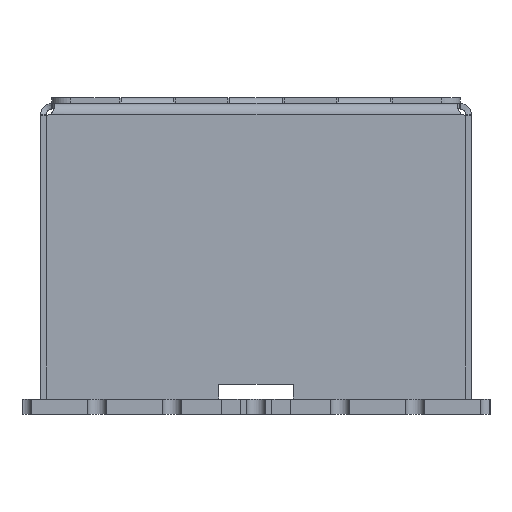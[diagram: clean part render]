
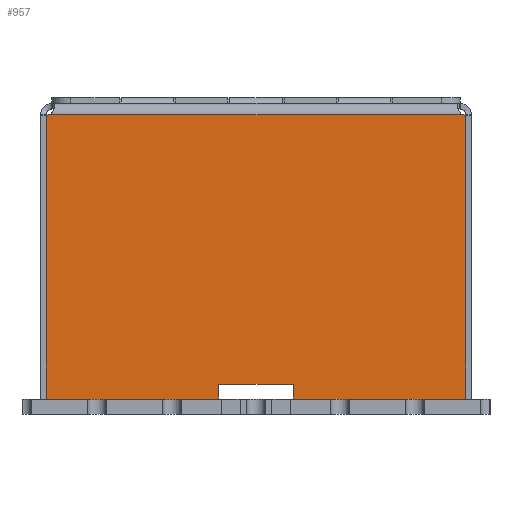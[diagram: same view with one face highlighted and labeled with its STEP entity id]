
A CAD part, left-side view. The second image highlights one B-rep face of the part: STEP entity #957.
In plain terms, the highlighted planar face has unit normal (-1, 0, 0).
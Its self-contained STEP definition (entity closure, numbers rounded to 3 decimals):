
#957=ADVANCED_FACE('',(#7682),#7684,.F.);
#7682=FACE_BOUND('',#7683,.T.);
#7683=EDGE_LOOP('',(#15768,#15769,#15770,#15771,#15772,#15773,#15774,#15775,#15776,
#15777));
#7684=PLANE('',#7685);
#7685=AXIS2_PLACEMENT_3D('',#7686,#7687,#7688);
#7686=CARTESIAN_POINT('',(-14.15,0.,16.613));
#7687=DIRECTION('',(1.,0.,0.));
#7688=DIRECTION('',(0.,0.,-1.));
#15768=ORIENTED_EDGE('',*,*,#19382,.T.);
#15769=ORIENTED_EDGE('',*,*,#19737,.F.);
#15770=ORIENTED_EDGE('',*,*,#19738,.F.);
#15771=ORIENTED_EDGE('',*,*,#19739,.F.);
#15772=ORIENTED_EDGE('',*,*,#19417,.T.);
#15773=ORIENTED_EDGE('',*,*,#19736,.F.);
#15774=ORIENTED_EDGE('',*,*,#19740,.T.);
#15775=ORIENTED_EDGE('',*,*,#19729,.F.);
#15776=ORIENTED_EDGE('',*,*,#19741,.F.);
#15777=ORIENTED_EDGE('',*,*,#19742,.T.);
#19382=EDGE_CURVE('',#21570,#21571,#21572,.T.);
#19417=EDGE_CURVE('',#21635,#21632,#21636,.T.);
#19729=EDGE_CURVE('',#22180,#22182,#22183,.T.);
#19736=EDGE_CURVE('',#22192,#21632,#22194,.T.);
#19737=EDGE_CURVE('',#22195,#21571,#22196,.T.);
#19738=EDGE_CURVE('',#22197,#22195,#22198,.T.);
#19739=EDGE_CURVE('',#21635,#22197,#22199,.T.);
#19740=EDGE_CURVE('',#22192,#22182,#22200,.T.);
#19741=EDGE_CURVE('',#22201,#22180,#22202,.T.);
#19742=EDGE_CURVE('',#22201,#21570,#22203,.T.);
#21570=VERTEX_POINT('',#25255);
#21571=VERTEX_POINT('',#25256);
#21572=LINE('',#25257,#25258);
#21632=VERTEX_POINT('',#25394);
#21635=VERTEX_POINT('',#25399);
#21636=LINE('',#25400,#25401);
#22180=VERTEX_POINT('',#26602);
#22182=VERTEX_POINT('',#26623);
#22183=LINE('',#26624,#26625);
#22192=VERTEX_POINT('',#26692);
#22194=LINE('',#26696,#26697);
#22195=VERTEX_POINT('',#26699);
#22196=LINE('',#26700,#26701);
#22197=VERTEX_POINT('',#26703);
#22198=LINE('',#26704,#26705);
#22199=LINE('',#26707,#26708);
#22200=CIRCLE('',#26710,0.45);
#22201=VERTEX_POINT('',#26714);
#22202=CIRCLE('',#26715,0.45);
#22203=LINE('',#26719,#26720);
#25255=CARTESIAN_POINT('',(-14.15,11.199,0.813));
#25256=CARTESIAN_POINT('',(-14.15,2.,0.813));
#25257=CARTESIAN_POINT('',(-14.15,11.199,0.813));
#25258=VECTOR('',#25259,1.);
#25259=DIRECTION('',(0.,-1.,0.));
#25394=CARTESIAN_POINT('',(-14.15,-11.199,0.813));
#25399=CARTESIAN_POINT('',(-14.15,-2.,0.813));
#25400=CARTESIAN_POINT('',(-14.15,-2.,0.813));
#25401=VECTOR('',#25402,1.);
#25402=DIRECTION('',(0.,-1.,0.));
#26602=CARTESIAN_POINT('',(-14.15,11.009,16.013));
#26623=CARTESIAN_POINT('',(-14.15,-11.009,16.013));
#26624=CARTESIAN_POINT('',(-14.15,11.009,16.013));
#26625=VECTOR('',#26626,1.);
#26626=DIRECTION('',(0.,-1.,0.));
#26692=CARTESIAN_POINT('',(-14.15,-11.199,15.971));
#26696=CARTESIAN_POINT('',(-14.15,-11.199,15.971));
#26697=VECTOR('',#26698,1.);
#26698=DIRECTION('',(0.,0.,-1.));
#26699=CARTESIAN_POINT('',(-14.15,2.,1.613));
#26700=CARTESIAN_POINT('',(-14.15,2.,1.613));
#26701=VECTOR('',#26702,1.);
#26702=DIRECTION('',(0.,0.,-1.));
#26703=CARTESIAN_POINT('',(-14.15,-2.,1.613));
#26704=CARTESIAN_POINT('',(-14.15,-2.,1.613));
#26705=VECTOR('',#26706,1.);
#26706=DIRECTION('',(0.,1.,0.));
#26707=CARTESIAN_POINT('',(-14.15,-2.,0.813));
#26708=VECTOR('',#26709,1.);
#26709=DIRECTION('',(0.,0.,1.));
#26710=AXIS2_PLACEMENT_3D('',#26711,#26712,#26713);
#26711=CARTESIAN_POINT('',(-14.15,-11.199,16.421));
#26712=DIRECTION('',(1.,0.,0.));
#26713=DIRECTION('',(0.,0.,-1.));
#26714=CARTESIAN_POINT('',(-14.15,11.199,15.971));
#26715=AXIS2_PLACEMENT_3D('',#26716,#26717,#26718);
#26716=CARTESIAN_POINT('',(-14.15,11.199,16.421));
#26717=DIRECTION('',(-1.,0.,0.));
#26718=DIRECTION('',(0.,0.,-1.));
#26719=CARTESIAN_POINT('',(-14.15,11.199,15.971));
#26720=VECTOR('',#26721,1.);
#26721=DIRECTION('',(0.,0.,-1.));
